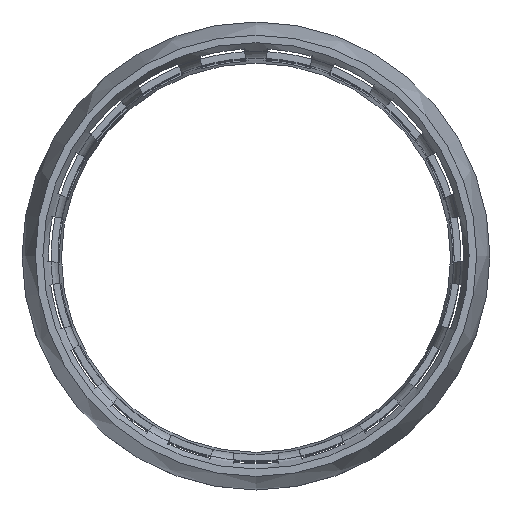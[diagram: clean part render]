
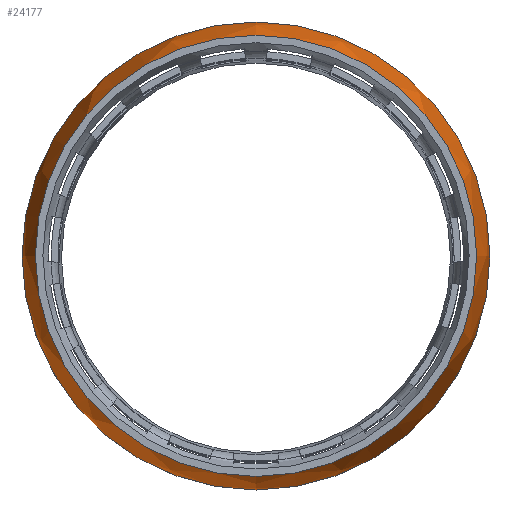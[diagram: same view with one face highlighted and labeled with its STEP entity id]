
A CAD part, top view. The second image highlights one B-rep face of the part: STEP entity #24177.
In plain terms, the highlighted free-form (B-spline) face has degree [2, 2] with [3, 9] control points.
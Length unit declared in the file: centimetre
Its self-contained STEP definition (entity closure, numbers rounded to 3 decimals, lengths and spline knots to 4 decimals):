
#21=(
BOUNDED_SURFACE()
B_SPLINE_SURFACE(2,2,((#39968,#39969,#39970,#39971,#39972,#39973,#39974,
#39975,#39976),(#39977,#39978,#39979,#39980,#39981,#39982,#39983,#39984,
#39985),(#39986,#39987,#39988,#39989,#39990,#39991,#39992,#39993,#39994)),
 .UNSPECIFIED.,.F.,.T.,.F.)
B_SPLINE_SURFACE_WITH_KNOTS((3,3),(3,2,2,2,3),(-0.4432,0.),
(-3.1416,-1.5708,0.,1.5708,3.1416),
 .UNSPECIFIED.)
GEOMETRIC_REPRESENTATION_ITEM()
RATIONAL_B_SPLINE_SURFACE(((1.,0.707,1.,0.707,1.,
0.707,1.,0.707,1.),(0.976,0.69,
0.976,0.69,0.976,0.69,
0.976,0.69,0.976),(1.,0.707,
1.,0.707,1.,0.707,1.,0.707,1.)))
REPRESENTATION_ITEM('')
SURFACE()
);
#6099=FACE_OUTER_BOUND('',#7468,.T.);
#7468=EDGE_LOOP('',(#18621,#18622,#18623,#18624,#18625));
#9417=CIRCLE('',#26086,39.3234);
#9419=CIRCLE('',#26088,41.7);
#9420=CIRCLE('',#26089,24.6);
#9421=CIRCLE('',#26090,41.7);
#11691=VERTEX_POINT('',#39964);
#11693=VERTEX_POINT('',#39995);
#11694=VERTEX_POINT('',#39996);
#14434=EDGE_CURVE('',#11691,#11691,#9417,.T.);
#14436=EDGE_CURVE('',#11693,#11694,#9419,.T.);
#14437=EDGE_CURVE('',#11693,#11691,#9420,.T.);
#14438=EDGE_CURVE('',#11694,#11693,#9421,.T.);
#18621=ORIENTED_EDGE('',*,*,#14436,.F.);
#18622=ORIENTED_EDGE('',*,*,#14437,.T.);
#18623=ORIENTED_EDGE('',*,*,#14434,.T.);
#18624=ORIENTED_EDGE('',*,*,#14437,.F.);
#18625=ORIENTED_EDGE('',*,*,#14438,.F.);
#24177=ADVANCED_FACE('',(#6099),#21,.F.);
#26086=AXIS2_PLACEMENT_3D('',#39965,#30171,#30172);
#26088=AXIS2_PLACEMENT_3D('',#39997,#30175,#30176);
#26089=AXIS2_PLACEMENT_3D('',#39998,#30177,#30178);
#26090=AXIS2_PLACEMENT_3D('',#39999,#30179,#30180);
#30171=DIRECTION('center_axis',(0.,0.,
-1.));
#30172=DIRECTION('ref_axis',(-1.,0.,0.));
#30175=DIRECTION('center_axis',(0.,0.,
-1.));
#30176=DIRECTION('ref_axis',(-1.,0.,0.));
#30177=DIRECTION('center_axis',(-1.,0.,0.));
#30178=DIRECTION('ref_axis',(0.,-1.,0.));
#30179=DIRECTION('center_axis',(0.,0.,
-1.));
#30180=DIRECTION('ref_axis',(-1.,0.,0.));
#39964=CARTESIAN_POINT('',(83.3534,-124.1599,125.));
#39965=CARTESIAN_POINT('Origin',(83.3534,-84.8365,125.));
#39968=CARTESIAN_POINT('Ctrl Pts',(83.3534,-124.1599,125.));
#39969=CARTESIAN_POINT('Ctrl Pts',(44.03,-124.1599,125.));
#39970=CARTESIAN_POINT('Ctrl Pts',(44.03,-84.8365,125.));
#39971=CARTESIAN_POINT('Ctrl Pts',(44.03,-45.5131,125.));
#39972=CARTESIAN_POINT('Ctrl Pts',(83.3534,-45.5131,125.));
#39973=CARTESIAN_POINT('Ctrl Pts',(122.6768,-45.5131,125.));
#39974=CARTESIAN_POINT('Ctrl Pts',(122.6768,-84.8365,125.));
#39975=CARTESIAN_POINT('Ctrl Pts',(122.6768,-124.1599,125.));
#39976=CARTESIAN_POINT('Ctrl Pts',(83.3534,-124.1599,125.));
#39977=CARTESIAN_POINT('Ctrl Pts',(83.3534,-126.5365,119.9933));
#39978=CARTESIAN_POINT('Ctrl Pts',(41.6534,-126.5365,119.9933));
#39979=CARTESIAN_POINT('Ctrl Pts',(41.6534,-84.8365,119.9933));
#39980=CARTESIAN_POINT('Ctrl Pts',(41.6534,-43.1365,119.9933));
#39981=CARTESIAN_POINT('Ctrl Pts',(83.3534,-43.1365,119.9933));
#39982=CARTESIAN_POINT('Ctrl Pts',(125.0534,-43.1365,119.9933));
#39983=CARTESIAN_POINT('Ctrl Pts',(125.0534,-84.8365,119.9933));
#39984=CARTESIAN_POINT('Ctrl Pts',(125.0534,-126.5365,119.9933));
#39985=CARTESIAN_POINT('Ctrl Pts',(83.3534,-126.5365,119.9933));
#39986=CARTESIAN_POINT('Ctrl Pts',(83.3534,-126.5365,114.4511));
#39987=CARTESIAN_POINT('Ctrl Pts',(41.6534,-126.5365,114.4511));
#39988=CARTESIAN_POINT('Ctrl Pts',(41.6534,-84.8365,114.4511));
#39989=CARTESIAN_POINT('Ctrl Pts',(41.6534,-43.1365,114.4511));
#39990=CARTESIAN_POINT('Ctrl Pts',(83.3534,-43.1365,114.4511));
#39991=CARTESIAN_POINT('Ctrl Pts',(125.0534,-43.1365,114.4511));
#39992=CARTESIAN_POINT('Ctrl Pts',(125.0534,-84.8365,114.4511));
#39993=CARTESIAN_POINT('Ctrl Pts',(125.0534,-126.5365,114.4511));
#39994=CARTESIAN_POINT('Ctrl Pts',(83.3534,-126.5365,114.4511));
#39995=CARTESIAN_POINT('',(83.3534,-126.5365,114.4511));
#39996=CARTESIAN_POINT('',(125.0534,-84.8365,114.4511));
#39997=CARTESIAN_POINT('Origin',(83.3534,-84.8365,114.4511));
#39998=CARTESIAN_POINT('Origin',(83.3534,-101.9365,114.4511));
#39999=CARTESIAN_POINT('Origin',(83.3534,-84.8365,114.4511));
